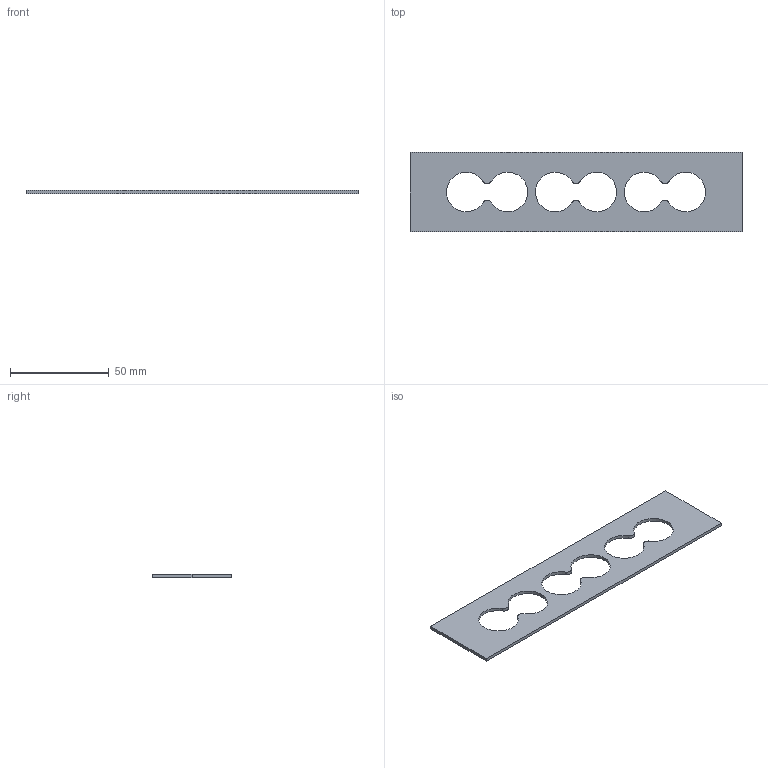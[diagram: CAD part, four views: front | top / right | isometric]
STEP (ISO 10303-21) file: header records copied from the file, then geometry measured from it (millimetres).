
FILE_DESCRIPTION(('KiCad electronic assembly'),'2;1');
FILE_NAME('nixie-top.step','2025-06-21T20:12:09',('Pcbnew'),('Kicad'), 'Open CASCADE STEP processor 7.8','KiCad to STEP converter','Unknown' );
FILE_SCHEMA(('AUTOMOTIVE_DESIGN { 1 0 10303 214 1 1 1 1 }'));
Length unit declared in the file: millimetre
Products named in the file (2): nixie-top 1; nixie-top_PCB
Assembly tree (1 placements, depth 2):
  nixie-top 1
    nixie-top_PCB
Bounding box: 168 x 40 x 1.6 mm (x, y, z)
Volume: 7656.8 mm3; surface area: 10779.9 mm2
Topology: 1 solids, 1 shells, 43 faces, 123 edges, 82 vertices
Faces by surface type: plane 25, cylinder 18
Entity records: 1462 total; most frequent: CARTESIAN_POINT 250, DIRECTION 249, ORIENTED_EDGE 246, EDGE_CURVE 123, LINE 87, VECTOR 87, VERTEX_POINT 82, AXIS2_PLACEMENT_3D 81
